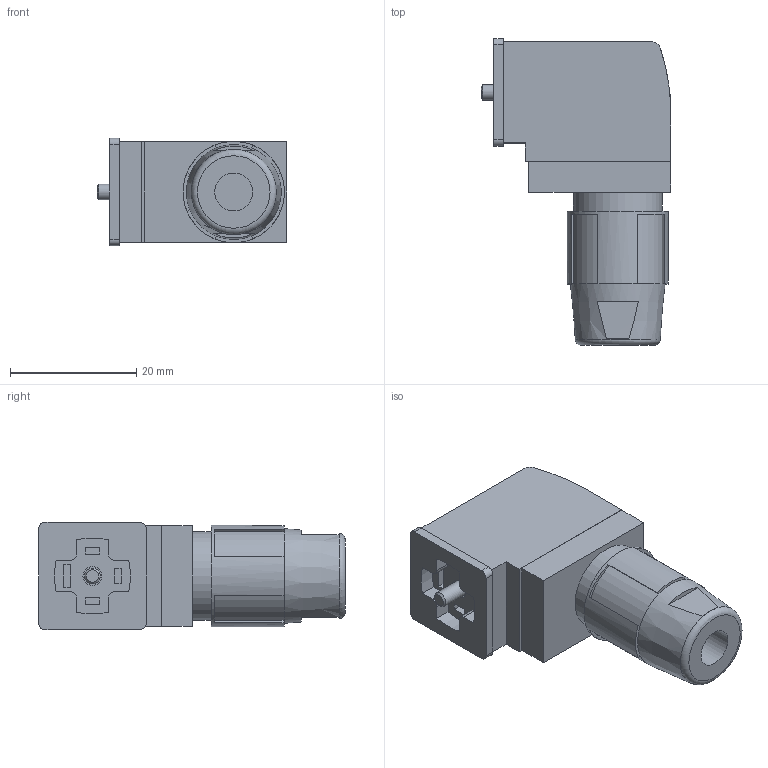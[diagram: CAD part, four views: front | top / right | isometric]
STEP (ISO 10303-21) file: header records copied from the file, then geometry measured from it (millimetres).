
FILE_DESCRIPTION(/* description */ ('STEP AP214'),/* implementation_level */ '2;1');
FILE_NAME(/* name */ '192745_MSSD-EB-S-M14',/* time_stamp */ '2024-09-11T20:22:23+02:00',/* author */ ('License CC BY-ND 4.0'),/* organization */ ('CADENAS'),/* preprocessor_version */ 'ST-DEVELOPER v19.3',/* originating_system */ 'PARTsolutions',/* authorisation */ ' ');
FILE_SCHEMA (('AUTOMOTIVE_DESIGN {1 0 10303 214 3 1 1}'));
Length unit declared in the file: millimetre
Products named in the file (1): 192745 MSSD-EB-S-M14---(0)
Bounding box: 30 x 48.5 x 17 mm (x, y, z)
Volume: 13525.8 mm3; surface area: 4985.9 mm2
Topology: 1 solids, 1 shells, 123 faces, 312 edges, 205 vertices
Faces by surface type: plane 90, cylinder 30, cone 2, torus 1
Full cylindrical faces by diameter (mm): 2.5 x1, 3 x1, 4.5 x1, 6 x1, 14 x1, 16 x1
Entity records: 4490 total; most frequent: CARTESIAN_POINT 639, DIRECTION 625, ORIENTED_EDGE 592, EDGE_CURVE 296, AXIS2_PLACEMENT_3D 211, LINE 203, VECTOR 203, VERTEX_POINT 199
